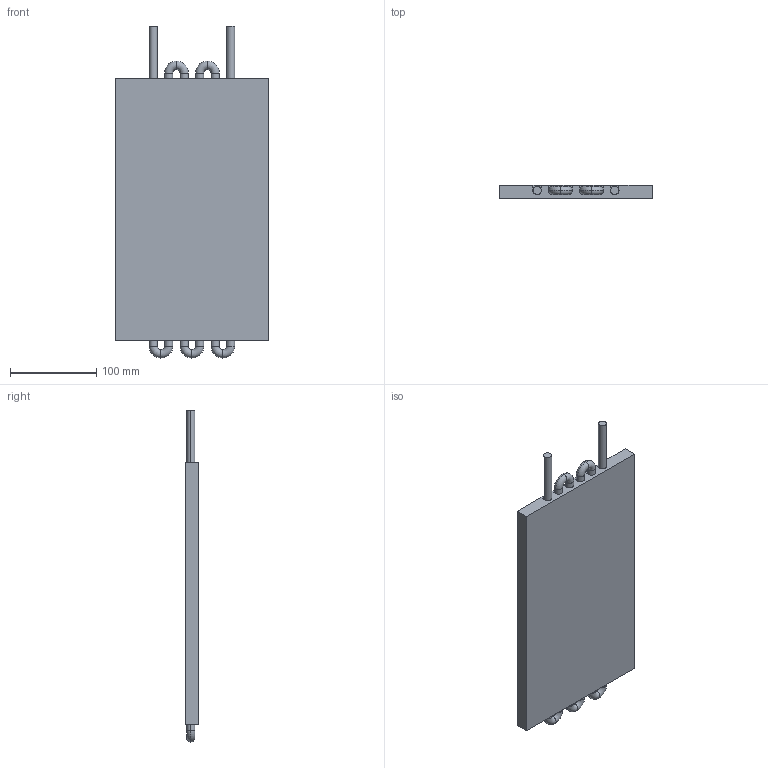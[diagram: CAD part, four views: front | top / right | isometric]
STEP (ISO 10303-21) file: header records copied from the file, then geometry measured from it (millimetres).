
FILE_DESCRIPTION (( 'STEP AP203' ), '1' );
FILE_NAME ('120963_rev1.STEP', '2016-04-18T19:44:42', ( 'krosswurm' ), ( '' ), 'SwSTEP 2.0', 'SolidWorks 2015', '' );
FILE_SCHEMA (( 'CONFIG_CONTROL_DESIGN' ));
Length unit declared in the file: millimetre
Products named in the file (4): B_epoxy_12L; 120963_rev1; 120967_rev1; 120388_rev1
Assembly tree (8 placements, depth 2):
  120963_rev1
    120967_rev1
    120388_rev1
    B_epoxy_12L  x6
Bounding box: 177.8 x 15.24 x 385.81 mm (x, y, z)
Volume: 840875.4 mm3; surface area: 277774.8 mm2
Topology: 8 solids, 8 shells, 124 faces, 294 edges, 186 vertices
Faces by surface type: plane 68, cylinder 36, torus 20
Entity records: 3034 total; most frequent: DIRECTION 486, CARTESIAN_POINT 425, ORIENTED_EDGE 408, EDGE_CURVE 204, AXIS2_PLACEMENT_3D 187, VERTEX_POINT 126, LINE 112, VECTOR 112
